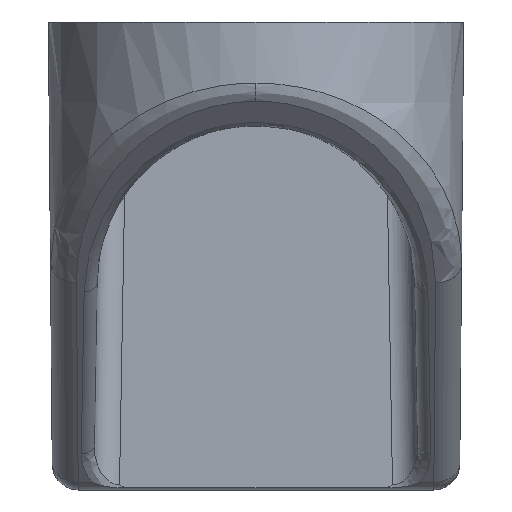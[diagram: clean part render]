
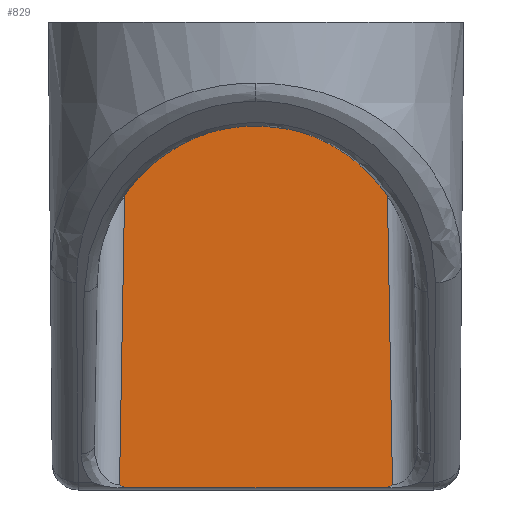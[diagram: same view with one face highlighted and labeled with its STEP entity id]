
A CAD part, top view. The second image highlights one B-rep face of the part: STEP entity #829.
In plain terms, the highlighted planar face has unit normal (0, -0.018, 1).
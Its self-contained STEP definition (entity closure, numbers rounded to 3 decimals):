
#36=PLANE('',#908);
#56=B_SPLINE_CURVE_WITH_KNOTS('',3,(#1901,#1902,#1903,#1904,#1905,#1906,
#1907,#1908,#1909,#1910,#1911,#1912,#1913),.UNSPECIFIED.,.F.,.F.,(4,3,3,
3,4),(0.,0.,0.,0.,
0.),.UNSPECIFIED.);
#57=B_SPLINE_CURVE_WITH_KNOTS('',3,(#1920,#1921,#1922,#1923,#1924,#1925,
#1926,#1927,#1928,#1929,#1930,#1931,#1932),.UNSPECIFIED.,.F.,.F.,(4,3,3,
3,4),(0.,0.,0.,0.,
0.),.UNSPECIFIED.);
#82=FACE_OUTER_BOUND('',#131,.T.);
#131=EDGE_LOOP('',(#625,#626,#627,#628,#629,#630));
#206=LINE('',#1899,#285);
#207=LINE('',#1915,#286);
#208=LINE('',#1917,#287);
#209=LINE('',#1919,#288);
#285=VECTOR('',#1051,1000.);
#286=VECTOR('',#1052,1000.);
#287=VECTOR('',#1053,1000.);
#288=VECTOR('',#1054,1000.);
#395=VERTEX_POINT('',#1897);
#396=VERTEX_POINT('',#1898);
#397=VERTEX_POINT('',#1900);
#398=VERTEX_POINT('',#1914);
#399=VERTEX_POINT('',#1916);
#400=VERTEX_POINT('',#1918);
#485=EDGE_CURVE('',#395,#396,#206,.T.);
#486=EDGE_CURVE('',#396,#397,#56,.T.);
#487=EDGE_CURVE('',#397,#398,#207,.T.);
#488=EDGE_CURVE('',#399,#398,#208,.T.);
#489=EDGE_CURVE('',#399,#400,#209,.T.);
#490=EDGE_CURVE('',#400,#395,#57,.T.);
#625=ORIENTED_EDGE('',*,*,#485,.T.);
#626=ORIENTED_EDGE('',*,*,#486,.T.);
#627=ORIENTED_EDGE('',*,*,#487,.T.);
#628=ORIENTED_EDGE('',*,*,#488,.F.);
#629=ORIENTED_EDGE('',*,*,#489,.T.);
#630=ORIENTED_EDGE('',*,*,#490,.T.);
#829=ADVANCED_FACE('',(#82),#36,.T.);
#908=AXIS2_PLACEMENT_3D('',#1896,#1049,#1050);
#1049=DIRECTION('center_axis',(0.,-0.017,
1.));
#1050=DIRECTION('ref_axis',(1.,0.,0.));
#1051=DIRECTION('',(1.,0.,0.));
#1052=DIRECTION('',(-0.017,1.,0.017));
#1053=DIRECTION('',(1.,0.,0.));
#1054=DIRECTION('',(-0.017,-1.,-0.017));
#1896=CARTESIAN_POINT('Origin',(12.,-6.,6.));
#1897=CARTESIAN_POINT('',(-10.122,-35.819,5.48));
#1898=CARTESIAN_POINT('',(10.122,-35.819,5.48));
#1899=CARTESIAN_POINT('',(-10.521,-35.819,5.48));
#1900=CARTESIAN_POINT('',(10.517,-35.596,5.483));
#1901=CARTESIAN_POINT('Ctrl Pts',(10.122,-35.819,5.48));
#1902=CARTESIAN_POINT('Ctrl Pts',(10.16,-35.802,5.48));
#1903=CARTESIAN_POINT('Ctrl Pts',(10.197,-35.785,5.48));
#1904=CARTESIAN_POINT('Ctrl Pts',(10.234,-35.766,5.48));
#1905=CARTESIAN_POINT('Ctrl Pts',(10.27,-35.748,5.481));
#1906=CARTESIAN_POINT('Ctrl Pts',(10.306,-35.729,5.481));
#1907=CARTESIAN_POINT('Ctrl Pts',(10.341,-35.709,5.482));
#1908=CARTESIAN_POINT('Ctrl Pts',(10.375,-35.689,5.482));
#1909=CARTESIAN_POINT('Ctrl Pts',(10.409,-35.668,5.482));
#1910=CARTESIAN_POINT('Ctrl Pts',(10.442,-35.646,5.483));
#1911=CARTESIAN_POINT('Ctrl Pts',(10.468,-35.63,5.483));
#1912=CARTESIAN_POINT('Ctrl Pts',(10.492,-35.613,5.483));
#1913=CARTESIAN_POINT('Ctrl Pts',(10.517,-35.596,5.484));
#1914=CARTESIAN_POINT('',(10.,-6.,6.));
#1915=CARTESIAN_POINT('',(10.001,-6.035,5.999));
#1916=CARTESIAN_POINT('',(-10.,-6.,6.));
#1917=CARTESIAN_POINT('',(12.,-6.,6.));
#1918=CARTESIAN_POINT('',(-10.517,-35.596,5.483));
#1919=CARTESIAN_POINT('',(-10.525,-36.035,5.476));
#1920=CARTESIAN_POINT('Ctrl Pts',(-10.517,-35.596,5.484));
#1921=CARTESIAN_POINT('Ctrl Pts',(-10.484,-35.619,5.483));
#1922=CARTESIAN_POINT('Ctrl Pts',(-10.451,-35.641,5.483));
#1923=CARTESIAN_POINT('Ctrl Pts',(-10.418,-35.662,5.482));
#1924=CARTESIAN_POINT('Ctrl Pts',(-10.384,-35.684,5.482));
#1925=CARTESIAN_POINT('Ctrl Pts',(-10.349,-35.704,5.482));
#1926=CARTESIAN_POINT('Ctrl Pts',(-10.314,-35.724,5.481));
#1927=CARTESIAN_POINT('Ctrl Pts',(-10.279,-35.744,5.481));
#1928=CARTESIAN_POINT('Ctrl Pts',(-10.242,-35.763,5.481));
#1929=CARTESIAN_POINT('Ctrl Pts',(-10.205,-35.781,5.48));
#1930=CARTESIAN_POINT('Ctrl Pts',(-10.178,-35.794,5.48));
#1931=CARTESIAN_POINT('Ctrl Pts',(-10.15,-35.807,5.48));
#1932=CARTESIAN_POINT('Ctrl Pts',(-10.122,-35.819,5.48));
